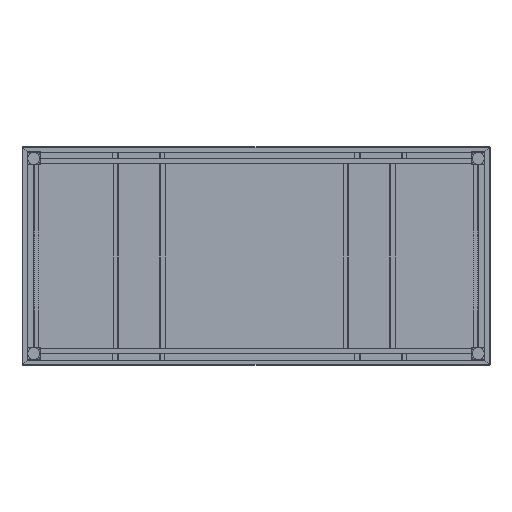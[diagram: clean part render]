
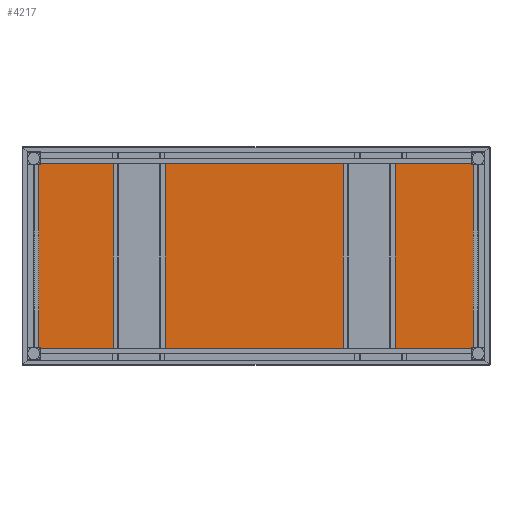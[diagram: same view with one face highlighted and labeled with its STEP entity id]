
A CAD part, front view. The second image highlights one B-rep face of the part: STEP entity #4217.
In plain terms, the highlighted planar face has unit normal (0, -1, 0).
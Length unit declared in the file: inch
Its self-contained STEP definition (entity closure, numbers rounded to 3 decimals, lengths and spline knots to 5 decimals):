
#76 = CARTESIAN_POINT ( 'NONE',  ( -20.75, -28.3278, 0. ) ) ;
#268 = ORIENTED_EDGE ( 'NONE', *, *, #13029, .F. ) ;
#384 = DIRECTION ( 'NONE',  ( -1., 0., 0. ) ) ;
#600 = CARTESIAN_POINT ( 'NONE',  ( 20.75, -28.3278, -9.342 ) ) ;
#639 = LINE ( 'NONE', #11168, #10739 ) ;
#688 = EDGE_CURVE ( 'NONE', #11719, #5606, #12371, .T. ) ;
#800 = CARTESIAN_POINT ( 'NONE',  ( -21.342, -28.3278, -8.75 ) ) ;
#1056 = LINE ( 'NONE', #4318, #11515 ) ;
#1152 = VERTEX_POINT ( 'NONE', #1861 ) ;
#1228 = PLANE ( 'NONE',  #12652 ) ;
#1238 = ORIENTED_EDGE ( 'NONE', *, *, #4614, .T. ) ;
#1424 = ORIENTED_EDGE ( 'NONE', *, *, #4179, .F. ) ;
#1700 = CARTESIAN_POINT ( 'NONE',  ( -21.342, -28.3278, 8.75 ) ) ;
#1853 = LINE ( 'NONE', #3973, #11574 ) ;
#1861 = CARTESIAN_POINT ( 'NONE',  ( 21.342, -28.3278, -8.75 ) ) ;
#2197 = VECTOR ( 'NONE', #6762, 39.37008 ) ;
#2255 = ORIENTED_EDGE ( 'NONE', *, *, #2481, .T. ) ;
#2435 = DIRECTION ( 'NONE',  ( 0., 0., -1. ) ) ;
#2466 = DIRECTION ( 'NONE',  ( -1., 0., 0. ) ) ;
#2472 = CARTESIAN_POINT ( 'NONE',  ( -20.75, -28.3278, 0. ) ) ;
#2481 = EDGE_CURVE ( 'NONE', #9986, #4550, #11293, .T. ) ;
#2571 = DIRECTION ( 'NONE',  ( 0., -1., 0. ) ) ;
#2745 = CARTESIAN_POINT ( 'NONE',  ( -20.75, -28.3278, -8.75 ) ) ;
#2835 = VERTEX_POINT ( 'NONE', #13899 ) ;
#2909 = DIRECTION ( 'NONE',  ( 1., 0., 0. ) ) ;
#3461 = DIRECTION ( 'NONE',  ( 0., 0., -1. ) ) ;
#3526 = LINE ( 'NONE', #11088, #12925 ) ;
#3590 = EDGE_CURVE ( 'NONE', #2835, #9480, #8930, .T. ) ;
#3973 = CARTESIAN_POINT ( 'NONE',  ( 0., -28.3278, -8.75 ) ) ;
#3975 = VERTEX_POINT ( 'NONE', #9400 ) ;
#3979 = VERTEX_POINT ( 'NONE', #800 ) ;
#4057 = ORIENTED_EDGE ( 'NONE', *, *, #5813, .F. ) ;
#4179 = EDGE_CURVE ( 'NONE', #5606, #8781, #11842, .T. ) ;
#4217 = ADVANCED_FACE ( 'NONE', ( #7692 ), #1228, .T. ) ;
#4251 = EDGE_CURVE ( 'NONE', #8781, #11835, #12125, .T. ) ;
#4318 = CARTESIAN_POINT ( 'NONE',  ( 20.75, -28.3278, 0. ) ) ;
#4415 = DIRECTION ( 'NONE',  ( 0., 0., 1. ) ) ;
#4550 = VERTEX_POINT ( 'NONE', #11023 ) ;
#4559 = EDGE_CURVE ( 'NONE', #13700, #3975, #13308, .T. ) ;
#4614 = EDGE_CURVE ( 'NONE', #4550, #11835, #1056, .T. ) ;
#4643 = LINE ( 'NONE', #7983, #8926 ) ;
#4811 = EDGE_LOOP ( 'NONE', ( #12849, #2255, #1238, #12966, #1424, #9728, #9554, #8372, #9989, #4057, #10989, #268 ) ) ;
#5553 = CARTESIAN_POINT ( 'NONE',  ( 0., -28.3278, 0. ) ) ;
#5606 = VERTEX_POINT ( 'NONE', #12245 ) ;
#5813 = EDGE_CURVE ( 'NONE', #9480, #3975, #3526, .T. ) ;
#5972 = VECTOR ( 'NONE', #10224, 39.37008 ) ;
#6598 = EDGE_CURVE ( 'NONE', #3979, #13700, #1853, .T. ) ;
#6762 = DIRECTION ( 'NONE',  ( 1., 0., 0. ) ) ;
#6805 = DIRECTION ( 'NONE',  ( 0., 0., -1. ) ) ;
#7003 = VECTOR ( 'NONE', #9171, 39.37008 ) ;
#7031 = CARTESIAN_POINT ( 'NONE',  ( -21.342, -28.3278, -9.34288 ) ) ;
#7692 = FACE_OUTER_BOUND ( 'NONE', #4811, .T. ) ;
#7817 = EDGE_CURVE ( 'NONE', #3979, #11719, #9244, .T. ) ;
#7983 = CARTESIAN_POINT ( 'NONE',  ( 0., -28.3278, -8.75 ) ) ;
#8372 = ORIENTED_EDGE ( 'NONE', *, *, #6598, .T. ) ;
#8544 = CARTESIAN_POINT ( 'NONE',  ( 21.342, -28.3278, 8.75 ) ) ;
#8781 = VERTEX_POINT ( 'NONE', #12643 ) ;
#8926 = VECTOR ( 'NONE', #13421, 39.37008 ) ;
#8930 = LINE ( 'NONE', #10284, #10814 ) ;
#9008 = VECTOR ( 'NONE', #3461, 39.37008 ) ;
#9107 = CARTESIAN_POINT ( 'NONE',  ( -21.34288, -28.3278, 9.342 ) ) ;
#9171 = DIRECTION ( 'NONE',  ( 0., 0., 1. ) ) ;
#9182 = VECTOR ( 'NONE', #2466, 39.37008 ) ;
#9207 = DIRECTION ( 'NONE',  ( 0., 0., -1. ) ) ;
#9244 = LINE ( 'NONE', #7031, #7003 ) ;
#9311 = CARTESIAN_POINT ( 'NONE',  ( 20.75, -28.3278, 9.342 ) ) ;
#9400 = CARTESIAN_POINT ( 'NONE',  ( -20.75, -28.3278, -9.342 ) ) ;
#9480 = VERTEX_POINT ( 'NONE', #600 ) ;
#9554 = ORIENTED_EDGE ( 'NONE', *, *, #7817, .F. ) ;
#9728 = ORIENTED_EDGE ( 'NONE', *, *, #688, .F. ) ;
#9986 = VERTEX_POINT ( 'NONE', #8544 ) ;
#9989 = ORIENTED_EDGE ( 'NONE', *, *, #4559, .T. ) ;
#10224 = DIRECTION ( 'NONE',  ( 1., 0., 0. ) ) ;
#10284 = CARTESIAN_POINT ( 'NONE',  ( 20.75, -28.3278, 0. ) ) ;
#10336 = EDGE_CURVE ( 'NONE', #9986, #1152, #639, .T. ) ;
#10739 = VECTOR ( 'NONE', #6805, 39.37008 ) ;
#10814 = VECTOR ( 'NONE', #9207, 39.37008 ) ;
#10989 = ORIENTED_EDGE ( 'NONE', *, *, #3590, .F. ) ;
#11023 = CARTESIAN_POINT ( 'NONE',  ( 20.75, -28.3278, 8.75 ) ) ;
#11069 = VECTOR ( 'NONE', #4415, 39.37008 ) ;
#11088 = CARTESIAN_POINT ( 'NONE',  ( 21.34288, -28.3278, -9.342 ) ) ;
#11168 = CARTESIAN_POINT ( 'NONE',  ( 21.342, -28.3278, 9.34288 ) ) ;
#11293 = LINE ( 'NONE', #12431, #9182 ) ;
#11515 = VECTOR ( 'NONE', #13166, 39.37008 ) ;
#11574 = VECTOR ( 'NONE', #2909, 39.37008 ) ;
#11719 = VERTEX_POINT ( 'NONE', #1700 ) ;
#11835 = VERTEX_POINT ( 'NONE', #9311 ) ;
#11842 = LINE ( 'NONE', #76, #11069 ) ;
#12125 = LINE ( 'NONE', #9107, #2197 ) ;
#12245 = CARTESIAN_POINT ( 'NONE',  ( -20.75, -28.3278, 8.75 ) ) ;
#12310 = CARTESIAN_POINT ( 'NONE',  ( 0., -28.3278, 8.75 ) ) ;
#12371 = LINE ( 'NONE', #12310, #5972 ) ;
#12431 = CARTESIAN_POINT ( 'NONE',  ( 0., -28.3278, 8.75 ) ) ;
#12643 = CARTESIAN_POINT ( 'NONE',  ( -20.75, -28.3278, 9.342 ) ) ;
#12652 = AXIS2_PLACEMENT_3D ( 'NONE', #5553, #2571, #2435 ) ;
#12849 = ORIENTED_EDGE ( 'NONE', *, *, #10336, .F. ) ;
#12925 = VECTOR ( 'NONE', #384, 39.37008 ) ;
#12966 = ORIENTED_EDGE ( 'NONE', *, *, #4251, .F. ) ;
#13029 = EDGE_CURVE ( 'NONE', #1152, #2835, #4643, .T. ) ;
#13166 = DIRECTION ( 'NONE',  ( 0., 0., 1. ) ) ;
#13308 = LINE ( 'NONE', #2472, #9008 ) ;
#13421 = DIRECTION ( 'NONE',  ( -1., 0., 0. ) ) ;
#13700 = VERTEX_POINT ( 'NONE', #2745 ) ;
#13899 = CARTESIAN_POINT ( 'NONE',  ( 20.75, -28.3278, -8.75 ) ) ;
